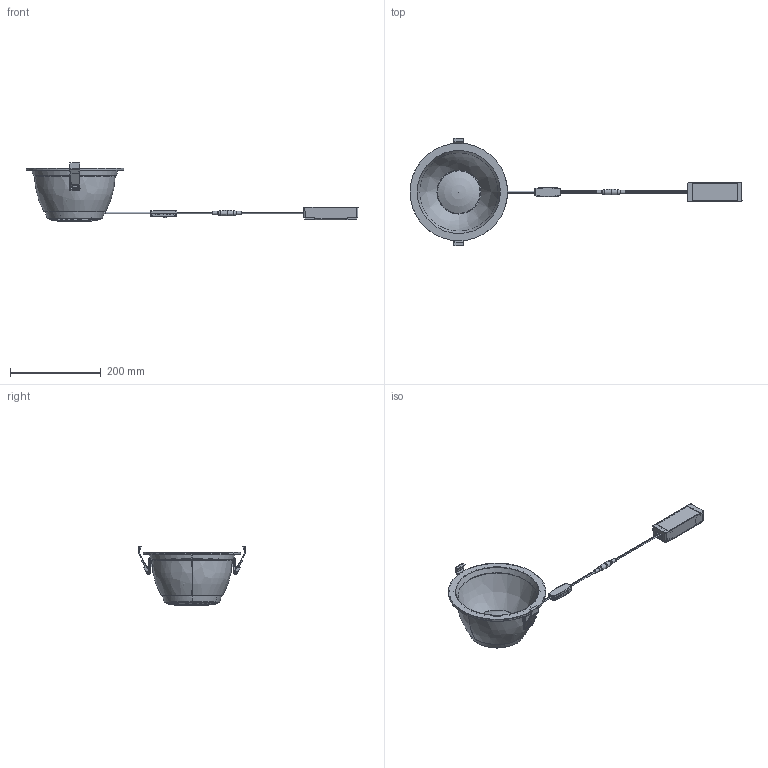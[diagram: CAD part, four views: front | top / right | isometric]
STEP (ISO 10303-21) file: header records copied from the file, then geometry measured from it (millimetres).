
FILE_DESCRIPTION (( 'STEP AP214' ), '1' );
FILE_NAME ('DL CMFT D200 UGR.STEP', '2024-11-18T12:37:15', ( '' ), ( '' ), 'SwSTEP 2.0', 'SolidWorks 2022', '' );
FILE_SCHEMA (( 'AUTOMOTIVE_DESIGN' ));
Length unit declared in the file: millimetre
Products named in the file (1): DL CMFT D200 UGR
Bounding box: 731.5 x 237.2 x 127.94 mm (x, y, z)
Volume: 412649.8 mm3; surface area: 406527.3 mm2
Topology: 27 solids, 27 shells, 955 faces, 2485 edges, 1596 vertices
Faces by surface type: plane 432, cylinder 249, bspline 167, cone 66, torus 28, sphere 13
Full cylindrical faces by diameter (mm): 5.54 x2, 8 x2, 93.612 x1, 94.5 x1, 211.2 x1
Entity records: 58475 total; most frequent: CARTESIAN_POINT 26264, ORIENTED_EDGE 4852, DIRECTION 3822, EDGE_CURVE 2426, VERTEX_POINT 1572, AXIS2_PLACEMENT_3D 1330, VECTOR 1162, LINE 1162
